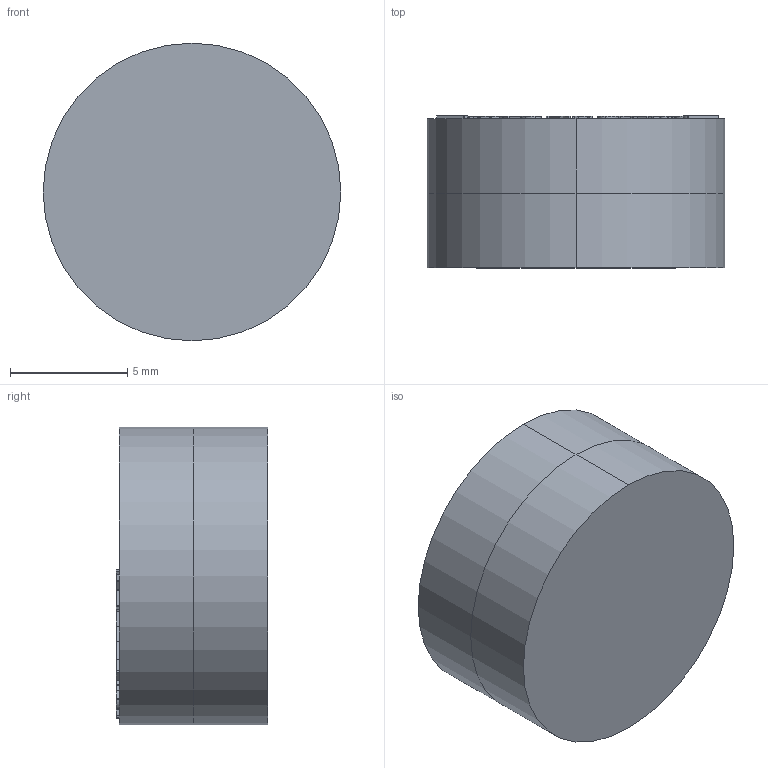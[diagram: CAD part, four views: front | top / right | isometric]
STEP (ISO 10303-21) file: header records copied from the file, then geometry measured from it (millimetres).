
FILE_DESCRIPTION (( 'STEP AP214' ), '1' );
FILE_NAME ('D250D-RED-GREEN.step', '2012-04-20T20:55:19', ( '' ), ( '' ), 'SwSTEP 2.0', 'SolidWorks 2012', '' );
FILE_SCHEMA (( 'AUTOMOTIVE_DESIGN' ));
Length unit declared in the file: inch
Products named in the file (1): D250D-RED-GREEN
Bounding box: 12.7 x 6.48 x 12.7 mm (x, y, z)
Volume: 805 mm3; surface area: 773.2 mm2
Topology: 2 solids, 2 shells, 220 faces, 582 edges, 388 vertices
Faces by surface type: plane 162, bspline 54, cylinder 4
Entity records: 9757 total; most frequent: CARTESIAN_POINT 4549, ORIENTED_EDGE 1164, DIRECTION 816, EDGE_CURVE 582, VECTOR 466, LINE 466, VERTEX_POINT 388, EDGE_LOOP 242
